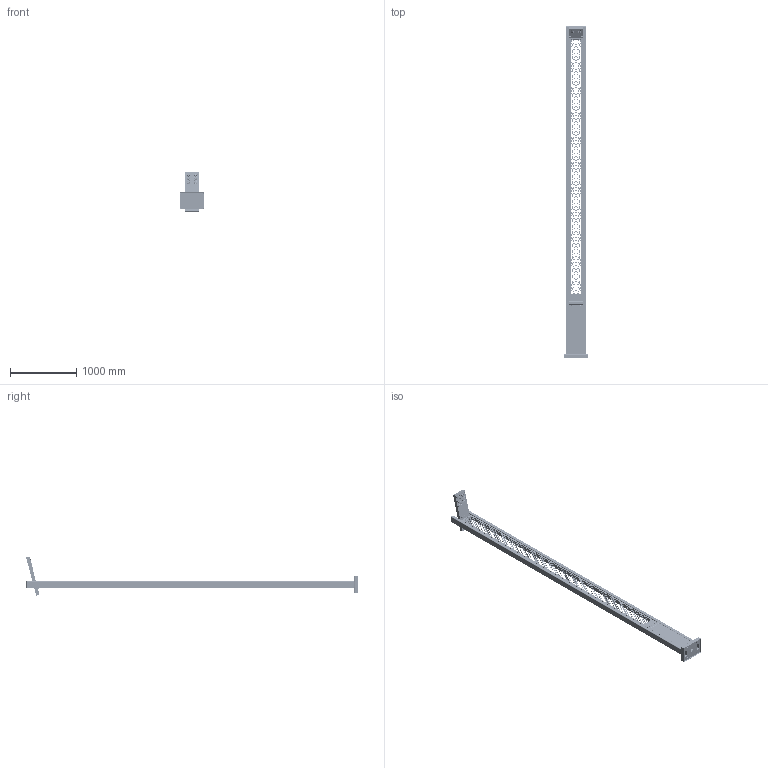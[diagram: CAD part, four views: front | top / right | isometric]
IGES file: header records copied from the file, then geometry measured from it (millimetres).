
Start section: SolidWorks IGES file using analytic representation for surfaces
Global section: file name: stella-1-5(56)-(Ê350õ240õ180-4õ25)-ö+ïî.IGS; native system: SolidWorks 2020; preprocessor: SolidWorks 2020; author: Åêàòåðèíà; date: 210713.145539; units: millimetre
Bounding box: 374.6 x 5010.11 x 592.5 mm (x, y, z)
Surface area: 8778598.6 mm2 (no closed solid volume)
Topology: 0 solids, 0 shells, 8580 faces, 80858 edges, 80626 vertices
Faces by surface type: bspline 6462, revolution 2118
